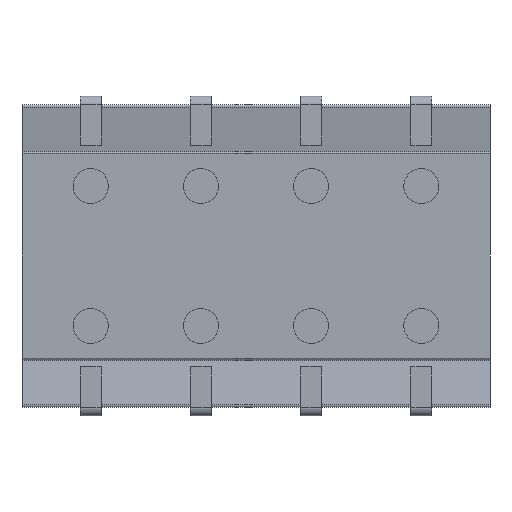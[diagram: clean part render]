
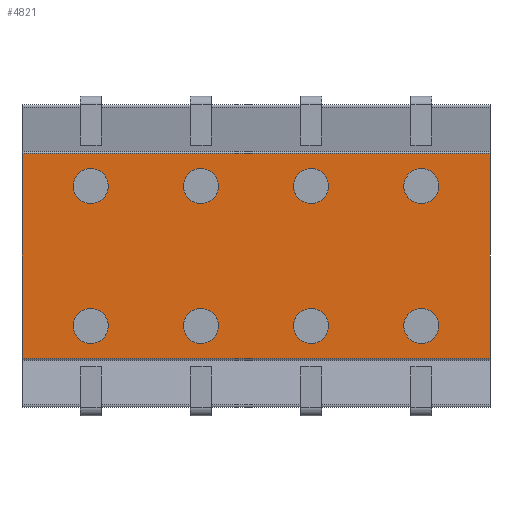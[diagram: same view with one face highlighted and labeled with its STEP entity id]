
A CAD part, front view. The second image highlights one B-rep face of the part: STEP entity #4821.
In plain terms, the highlighted planar face has unit normal (0, -1, 0).
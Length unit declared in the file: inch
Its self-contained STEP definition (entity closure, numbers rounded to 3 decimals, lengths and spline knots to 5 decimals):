
#257=DIRECTION('',(0.,0.,-1.));
#258=VECTOR('',#257,0.293);
#259=CARTESIAN_POINT('',(0.3345,-0.058,0.1465));
#260=LINE('',#259,#258);
#323=DIRECTION('',(0.,0.,-1.));
#324=VECTOR('',#323,0.293);
#325=CARTESIAN_POINT('',(-0.3345,-0.058,0.1465));
#326=LINE('',#325,#324);
#444=DIRECTION('',(1.,0.,0.));
#445=VECTOR('',#444,0.669);
#446=CARTESIAN_POINT('',(-0.3345,-0.058,0.1465));
#447=LINE('',#446,#445);
#451=DIRECTION('',(1.,0.,0.));
#452=VECTOR('',#451,0.669);
#453=CARTESIAN_POINT('',(-0.3345,-0.058,-0.1465));
#454=LINE('',#453,#452);
#458=CARTESIAN_POINT('',(0.2363,-0.058,-0.1));
#459=DIRECTION('',(0.,1.,0.));
#460=DIRECTION('',(-1.,0.,0.));
#461=AXIS2_PLACEMENT_3D('',#458,#459,#460);
#466=CARTESIAN_POINT('',(0.2363,-0.058,-0.1));
#467=DIRECTION('',(0.,1.,0.));
#468=DIRECTION('',(1.,0.,0.));
#469=AXIS2_PLACEMENT_3D('',#466,#467,#468);
#474=CARTESIAN_POINT('',(0.0788,-0.058,-0.1));
#475=DIRECTION('',(0.,1.,0.));
#476=DIRECTION('',(-1.,0.,0.));
#477=AXIS2_PLACEMENT_3D('',#474,#475,#476);
#482=CARTESIAN_POINT('',(0.0788,-0.058,-0.1));
#483=DIRECTION('',(0.,1.,0.));
#484=DIRECTION('',(1.,0.,0.));
#485=AXIS2_PLACEMENT_3D('',#482,#483,#484);
#490=CARTESIAN_POINT('',(-0.0787,-0.058,-0.1));
#491=DIRECTION('',(0.,1.,0.));
#492=DIRECTION('',(-1.,0.,0.));
#493=AXIS2_PLACEMENT_3D('',#490,#491,#492);
#498=CARTESIAN_POINT('',(-0.0787,-0.058,-0.1));
#499=DIRECTION('',(0.,1.,0.));
#500=DIRECTION('',(1.,0.,0.));
#501=AXIS2_PLACEMENT_3D('',#498,#499,#500);
#506=CARTESIAN_POINT('',(-0.2362,-0.058,-0.1));
#507=DIRECTION('',(0.,1.,0.));
#508=DIRECTION('',(-1.,0.,0.));
#509=AXIS2_PLACEMENT_3D('',#506,#507,#508);
#514=CARTESIAN_POINT('',(-0.2362,-0.058,-0.1));
#515=DIRECTION('',(0.,1.,0.));
#516=DIRECTION('',(1.,0.,0.));
#517=AXIS2_PLACEMENT_3D('',#514,#515,#516);
#522=CARTESIAN_POINT('',(0.2363,-0.058,0.1));
#523=DIRECTION('',(0.,1.,0.));
#524=DIRECTION('',(-1.,0.,0.));
#525=AXIS2_PLACEMENT_3D('',#522,#523,#524);
#530=CARTESIAN_POINT('',(0.2363,-0.058,0.1));
#531=DIRECTION('',(0.,1.,0.));
#532=DIRECTION('',(1.,0.,0.));
#533=AXIS2_PLACEMENT_3D('',#530,#531,#532);
#538=CARTESIAN_POINT('',(0.0788,-0.058,0.1));
#539=DIRECTION('',(0.,1.,0.));
#540=DIRECTION('',(-1.,0.,0.));
#541=AXIS2_PLACEMENT_3D('',#538,#539,#540);
#546=CARTESIAN_POINT('',(0.0788,-0.058,0.1));
#547=DIRECTION('',(0.,1.,0.));
#548=DIRECTION('',(1.,0.,0.));
#549=AXIS2_PLACEMENT_3D('',#546,#547,#548);
#554=CARTESIAN_POINT('',(-0.0787,-0.058,0.1));
#555=DIRECTION('',(0.,1.,0.));
#556=DIRECTION('',(-1.,0.,0.));
#557=AXIS2_PLACEMENT_3D('',#554,#555,#556);
#562=CARTESIAN_POINT('',(-0.0787,-0.058,0.1));
#563=DIRECTION('',(0.,1.,0.));
#564=DIRECTION('',(1.,0.,0.));
#565=AXIS2_PLACEMENT_3D('',#562,#563,#564);
#570=CARTESIAN_POINT('',(-0.2362,-0.058,0.1));
#571=DIRECTION('',(0.,1.,0.));
#572=DIRECTION('',(-1.,0.,0.));
#573=AXIS2_PLACEMENT_3D('',#570,#571,#572);
#578=CARTESIAN_POINT('',(-0.2362,-0.058,0.1));
#579=DIRECTION('',(0.,1.,0.));
#580=DIRECTION('',(1.,0.,0.));
#581=AXIS2_PLACEMENT_3D('',#578,#579,#580);
#3919=CARTESIAN_POINT('',(-0.3345,-0.058,0.1465));
#3921=VERTEX_POINT('',#3919);
#3925=CARTESIAN_POINT('',(0.3345,-0.058,0.1465));
#3927=VERTEX_POINT('',#3925);
#3931=CARTESIAN_POINT('',(-0.3345,-0.058,-0.1465));
#3932=VERTEX_POINT('',#3931);
#3933=CARTESIAN_POINT('',(0.3345,-0.058,-0.1465));
#3934=VERTEX_POINT('',#3933);
#3935=CARTESIAN_POINT('',(0.2113,-0.058,-0.1));
#3936=CARTESIAN_POINT('',(0.2613,-0.058,-0.1));
#3937=VERTEX_POINT('',#3935);
#3938=VERTEX_POINT('',#3936);
#3939=CARTESIAN_POINT('',(0.0538,-0.058,-0.1));
#3940=CARTESIAN_POINT('',(0.1038,-0.058,-0.1));
#3941=VERTEX_POINT('',#3939);
#3942=VERTEX_POINT('',#3940);
#3943=CARTESIAN_POINT('',(-0.1037,-0.058,-0.1));
#3944=CARTESIAN_POINT('',(-0.0537,-0.058,-0.1));
#3945=VERTEX_POINT('',#3943);
#3946=VERTEX_POINT('',#3944);
#3947=CARTESIAN_POINT('',(-0.2612,-0.058,-0.1));
#3948=CARTESIAN_POINT('',(-0.2112,-0.058,-0.1));
#3949=VERTEX_POINT('',#3947);
#3950=VERTEX_POINT('',#3948);
#3951=CARTESIAN_POINT('',(0.2113,-0.058,0.1));
#3952=CARTESIAN_POINT('',(0.2613,-0.058,0.1));
#3953=VERTEX_POINT('',#3951);
#3954=VERTEX_POINT('',#3952);
#3955=CARTESIAN_POINT('',(0.0538,-0.058,0.1));
#3956=CARTESIAN_POINT('',(0.1038,-0.058,0.1));
#3957=VERTEX_POINT('',#3955);
#3958=VERTEX_POINT('',#3956);
#3959=CARTESIAN_POINT('',(-0.1037,-0.058,0.1));
#3960=CARTESIAN_POINT('',(-0.0537,-0.058,0.1));
#3961=VERTEX_POINT('',#3959);
#3962=VERTEX_POINT('',#3960);
#3963=CARTESIAN_POINT('',(-0.2612,-0.058,0.1));
#3964=CARTESIAN_POINT('',(-0.2112,-0.058,0.1));
#3965=VERTEX_POINT('',#3963);
#3966=VERTEX_POINT('',#3964);
#4761=CARTESIAN_POINT('',(-0.3345,-0.058,0.2165));
#4762=DIRECTION('',(0.,-1.,0.));
#4763=DIRECTION('',(0.,0.,-1.));
#4764=AXIS2_PLACEMENT_3D('',#4761,#4762,#4763);
#4765=PLANE('',#4764);
#4766=ORIENTED_EDGE('',*,*,#4756,.T.);
#4767=ORIENTED_EDGE('',*,*,#4656,.T.);
#4769=ORIENTED_EDGE('',*,*,#4768,.F.);
#4770=ORIENTED_EDGE('',*,*,#4693,.F.);
#4771=EDGE_LOOP('',(#4766,#4767,#4769,#4770));
#4772=FACE_OUTER_BOUND('',#4771,.F.);
#4774=ORIENTED_EDGE('',*,*,#4773,.F.);
#4776=ORIENTED_EDGE('',*,*,#4775,.F.);
#4777=EDGE_LOOP('',(#4774,#4776));
#4778=FACE_BOUND('',#4777,.F.);
#4780=ORIENTED_EDGE('',*,*,#4779,.F.);
#4782=ORIENTED_EDGE('',*,*,#4781,.F.);
#4783=EDGE_LOOP('',(#4780,#4782));
#4784=FACE_BOUND('',#4783,.F.);
#4786=ORIENTED_EDGE('',*,*,#4785,.F.);
#4788=ORIENTED_EDGE('',*,*,#4787,.F.);
#4789=EDGE_LOOP('',(#4786,#4788));
#4790=FACE_BOUND('',#4789,.F.);
#4792=ORIENTED_EDGE('',*,*,#4791,.F.);
#4794=ORIENTED_EDGE('',*,*,#4793,.F.);
#4795=EDGE_LOOP('',(#4792,#4794));
#4796=FACE_BOUND('',#4795,.F.);
#4798=ORIENTED_EDGE('',*,*,#4797,.F.);
#4800=ORIENTED_EDGE('',*,*,#4799,.F.);
#4801=EDGE_LOOP('',(#4798,#4800));
#4802=FACE_BOUND('',#4801,.F.);
#4804=ORIENTED_EDGE('',*,*,#4803,.F.);
#4806=ORIENTED_EDGE('',*,*,#4805,.F.);
#4807=EDGE_LOOP('',(#4804,#4806));
#4808=FACE_BOUND('',#4807,.F.);
#4810=ORIENTED_EDGE('',*,*,#4809,.F.);
#4812=ORIENTED_EDGE('',*,*,#4811,.F.);
#4813=EDGE_LOOP('',(#4810,#4812));
#4814=FACE_BOUND('',#4813,.F.);
#4816=ORIENTED_EDGE('',*,*,#4815,.F.);
#4818=ORIENTED_EDGE('',*,*,#4817,.F.);
#4819=EDGE_LOOP('',(#4816,#4818));
#4820=FACE_BOUND('',#4819,.F.);
#462=CIRCLE('',#461,0.025);
#470=CIRCLE('',#469,0.025);
#478=CIRCLE('',#477,0.025);
#486=CIRCLE('',#485,0.025);
#494=CIRCLE('',#493,0.025);
#502=CIRCLE('',#501,0.025);
#510=CIRCLE('',#509,0.025);
#518=CIRCLE('',#517,0.025);
#526=CIRCLE('',#525,0.025);
#534=CIRCLE('',#533,0.025);
#542=CIRCLE('',#541,0.025);
#550=CIRCLE('',#549,0.025);
#558=CIRCLE('',#557,0.025);
#566=CIRCLE('',#565,0.025);
#574=CIRCLE('',#573,0.025);
#582=CIRCLE('',#581,0.025);
#4656=EDGE_CURVE('',#3927,#3934,#260,.T.);
#4693=EDGE_CURVE('',#3921,#3932,#326,.T.);
#4756=EDGE_CURVE('',#3921,#3927,#447,.T.);
#4768=EDGE_CURVE('',#3932,#3934,#454,.T.);
#4773=EDGE_CURVE('',#3937,#3938,#462,.T.);
#4775=EDGE_CURVE('',#3938,#3937,#470,.T.);
#4779=EDGE_CURVE('',#3941,#3942,#478,.T.);
#4781=EDGE_CURVE('',#3942,#3941,#486,.T.);
#4785=EDGE_CURVE('',#3945,#3946,#494,.T.);
#4787=EDGE_CURVE('',#3946,#3945,#502,.T.);
#4791=EDGE_CURVE('',#3949,#3950,#510,.T.);
#4793=EDGE_CURVE('',#3950,#3949,#518,.T.);
#4797=EDGE_CURVE('',#3953,#3954,#526,.T.);
#4799=EDGE_CURVE('',#3954,#3953,#534,.T.);
#4803=EDGE_CURVE('',#3957,#3958,#542,.T.);
#4805=EDGE_CURVE('',#3958,#3957,#550,.T.);
#4809=EDGE_CURVE('',#3961,#3962,#558,.T.);
#4811=EDGE_CURVE('',#3962,#3961,#566,.T.);
#4815=EDGE_CURVE('',#3965,#3966,#574,.T.);
#4817=EDGE_CURVE('',#3966,#3965,#582,.T.);
#4821=ADVANCED_FACE('',(#4772,#4778,#4784,#4790,#4796,#4802,#4808,#4814,#4820),
#4765,.T.);
